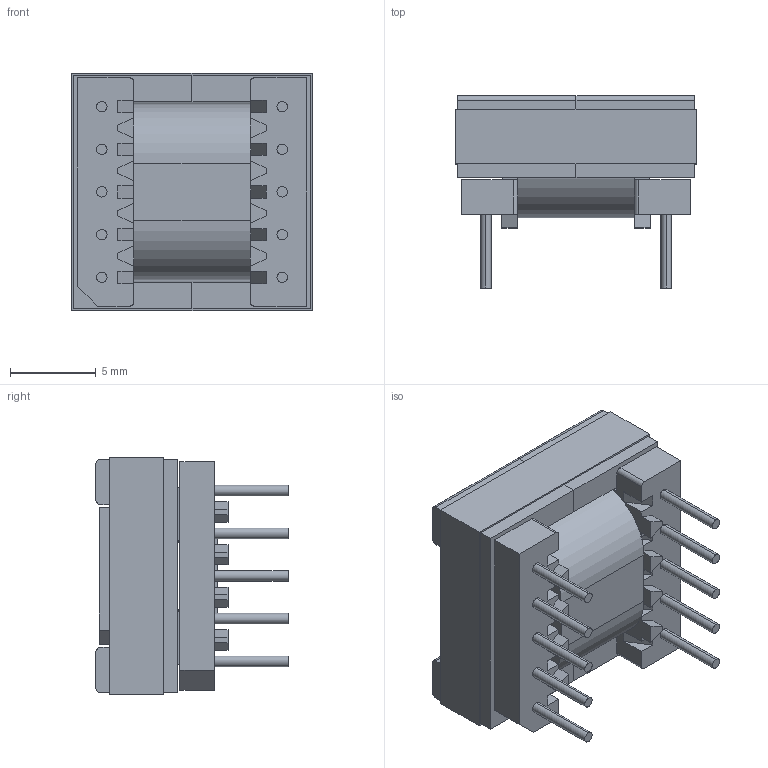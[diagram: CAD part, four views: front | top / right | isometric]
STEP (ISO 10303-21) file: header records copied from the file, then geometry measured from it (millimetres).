
FILE_DESCRIPTION (( 'STEP AP214' ), '1' );
FILE_NAME ('EPC13_5483.STEP', '2019-01-31T19:58:33', ( '' ), ( '' ), 'SwSTEP 2.0', 'SolidWorks 2017', '' );
FILE_SCHEMA (( 'AUTOMOTIVE_DESIGN' ));
Length unit declared in the file: millimetre
Products named in the file (5): 440-9989-2883; 070-5483_coil; 150-2883_6A; 070-5483_6A; EPC13_5483
Assembly tree (5 placements, depth 2):
  EPC13_5483
    070-5483_6A
    150-2883_6A  x2
    070-5483_coil
    440-9989-2883
Bounding box: 14 x 11.2 x 13.8 mm (x, y, z)
Volume: 1143.3 mm3; surface area: 2354 mm2
Topology: 5 solids, 5 shells, 208 faces, 558 edges, 368 vertices
Faces by surface type: plane 152, cylinder 56
Entity records: 6372 total; most frequent: CARTESIAN_POINT 1012, ORIENTED_EDGE 988, DIRECTION 974, EDGE_CURVE 494, LINE 398, VECTOR 398, VERTEX_POINT 326, AXIS2_PLACEMENT_3D 288
